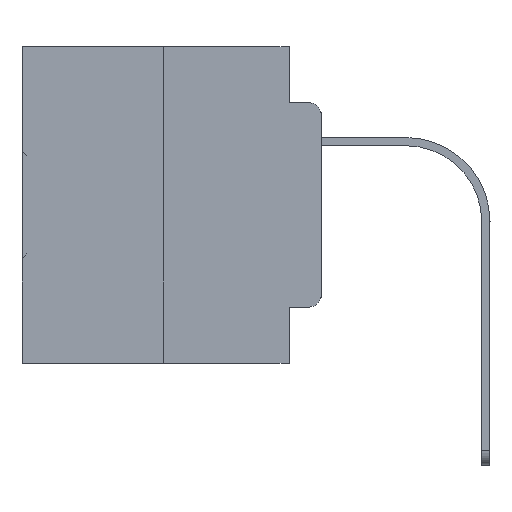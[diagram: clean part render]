
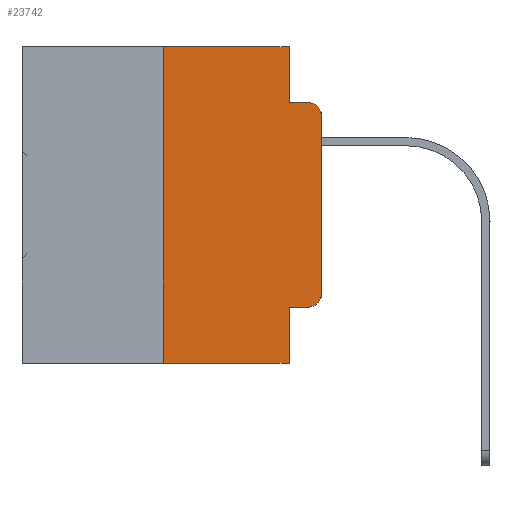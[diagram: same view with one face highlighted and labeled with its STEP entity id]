
A CAD part, left-side view. The second image highlights one B-rep face of the part: STEP entity #23742.
In plain terms, the highlighted planar face has unit normal (-1, 0, 0).
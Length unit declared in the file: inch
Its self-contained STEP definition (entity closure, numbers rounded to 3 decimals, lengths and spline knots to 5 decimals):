
#283 = VECTOR ( 'NONE', #26567, 39.37008 ) ;
#516 = LINE ( 'NONE', #11102, #9939 ) ;
#611 = VECTOR ( 'NONE', #10366, 39.37008 ) ;
#1289 = DIRECTION ( 'NONE',  ( 0., 0., -1. ) ) ;
#1528 = VECTOR ( 'NONE', #1289, 39.37008 ) ;
#2063 = ORIENTED_EDGE ( 'NONE', *, *, #11409, .F. ) ;
#2138 = PLANE ( 'NONE',  #29368 ) ;
#3045 = VERTEX_POINT ( 'NONE', #14806 ) ;
#3067 = VERTEX_POINT ( 'NONE', #22778 ) ;
#4090 = LINE ( 'NONE', #30698, #33539 ) ;
#4617 = EDGE_CURVE ( 'NONE', #19800, #8749, #17183, .T. ) ;
#4789 = DIRECTION ( 'NONE',  ( 0., 0., 1. ) ) ;
#5033 = ORIENTED_EDGE ( 'NONE', *, *, #18602, .F. ) ;
#5262 = CARTESIAN_POINT ( 'NONE',  ( 0., 0.473, 0. ) ) ;
#5393 = ORIENTED_EDGE ( 'NONE', *, *, #4617, .T. ) ;
#5588 = DIRECTION ( 'NONE',  ( -1., 0., 0. ) ) ;
#5713 = VERTEX_POINT ( 'NONE', #6266 ) ;
#6266 = CARTESIAN_POINT ( 'NONE',  ( 0., 0.051, -0.0885 ) ) ;
#6349 = EDGE_CURVE ( 'NONE', #29220, #19800, #30386, .T. ) ;
#6984 = LINE ( 'NONE', #9083, #1528 ) ;
#7238 = DIRECTION ( 'NONE',  ( 0., 0., 1. ) ) ;
#7352 = FACE_OUTER_BOUND ( 'NONE', #15026, .T. ) ;
#7627 = EDGE_CURVE ( 'NONE', #3045, #5713, #516, .T. ) ;
#8293 = CARTESIAN_POINT ( 'NONE',  ( 0., 0.051, -0.4115 ) ) ;
#8749 = VERTEX_POINT ( 'NONE', #31213 ) ;
#9083 = CARTESIAN_POINT ( 'NONE',  ( 0., 0.051, 0. ) ) ;
#9256 = CARTESIAN_POINT ( 'NONE',  ( 0., 0.051, -0.5 ) ) ;
#9336 = EDGE_CURVE ( 'NONE', #22832, #29220, #33967, .T. ) ;
#9348 = ORIENTED_EDGE ( 'NONE', *, *, #30976, .F. ) ;
#9352 = ORIENTED_EDGE ( 'NONE', *, *, #33457, .F. ) ;
#9635 = EDGE_CURVE ( 'NONE', #22083, #20958, #28354, .T. ) ;
#9736 = DIRECTION ( 'NONE',  ( 0., -1., 0. ) ) ;
#9939 = VECTOR ( 'NONE', #21716, 39.37008 ) ;
#9968 = DIRECTION ( 'NONE',  ( 0., -1., 0. ) ) ;
#10366 = DIRECTION ( 'NONE',  ( 0., -1., 0. ) ) ;
#10879 = CARTESIAN_POINT ( 'NONE',  ( 0., 0., -0.1085 ) ) ;
#11049 = AXIS2_PLACEMENT_3D ( 'NONE', #28173, #33689, #30422 ) ;
#11102 = CARTESIAN_POINT ( 'NONE',  ( 0., 0.051, 0. ) ) ;
#11409 = EDGE_CURVE ( 'NONE', #20339, #3045, #12999, .T. ) ;
#12821 = CARTESIAN_POINT ( 'NONE',  ( 0., 0.473, 0. ) ) ;
#12999 = LINE ( 'NONE', #12821, #611 ) ;
#13334 = ORIENTED_EDGE ( 'NONE', *, *, #6349, .T. ) ;
#13874 = LINE ( 'NONE', #8293, #283 ) ;
#14806 = CARTESIAN_POINT ( 'NONE',  ( 0., 0.051, 0. ) ) ;
#15026 = EDGE_LOOP ( 'NONE', ( #13334, #5393, #9348, #32347, #2063, #5033, #20674, #9352, #27965, #20837 ) ) ;
#17183 = CIRCLE ( 'NONE', #11049, 0.02 ) ;
#17851 = CARTESIAN_POINT ( 'NONE',  ( 0., 0.25, -0.5 ) ) ;
#17981 = DIRECTION ( 'NONE',  ( 0., 0., -1. ) ) ;
#18602 = EDGE_CURVE ( 'NONE', #22083, #20339, #26704, .T. ) ;
#18980 = VECTOR ( 'NONE', #4789, 39.37008 ) ;
#19236 = CARTESIAN_POINT ( 'NONE',  ( 0., 0.25, 0. ) ) ;
#19516 = CARTESIAN_POINT ( 'NONE',  ( 0., 0.02, -0.4115 ) ) ;
#19800 = VERTEX_POINT ( 'NONE', #10879 ) ;
#20339 = VERTEX_POINT ( 'NONE', #19236 ) ;
#20346 = CARTESIAN_POINT ( 'NONE',  ( 0., 0.473, -0.5 ) ) ;
#20674 = ORIENTED_EDGE ( 'NONE', *, *, #9635, .T. ) ;
#20730 = CARTESIAN_POINT ( 'NONE',  ( 0., 0.02, -0.3915 ) ) ;
#20837 = ORIENTED_EDGE ( 'NONE', *, *, #9336, .T. ) ;
#20958 = VERTEX_POINT ( 'NONE', #9256 ) ;
#21716 = DIRECTION ( 'NONE',  ( 0., 0., -1. ) ) ;
#21791 = VECTOR ( 'NONE', #7238, 39.37008 ) ;
#22083 = VERTEX_POINT ( 'NONE', #17851 ) ;
#22778 = CARTESIAN_POINT ( 'NONE',  ( 0., 0.051, -0.4115 ) ) ;
#22832 = VERTEX_POINT ( 'NONE', #19516 ) ;
#23062 = CARTESIAN_POINT ( 'NONE',  ( 0., 0., 0. ) ) ;
#23742 = ADVANCED_FACE ( 'NONE', ( #7352 ), #2138, .F. ) ;
#25087 = AXIS2_PLACEMENT_3D ( 'NONE', #20730, #5588, #28710 ) ;
#26567 = DIRECTION ( 'NONE',  ( 0., -1., 0. ) ) ;
#26704 = LINE ( 'NONE', #31740, #18980 ) ;
#27965 = ORIENTED_EDGE ( 'NONE', *, *, #31494, .T. ) ;
#28173 = CARTESIAN_POINT ( 'NONE',  ( 0., 0.02, -0.1085 ) ) ;
#28354 = LINE ( 'NONE', #20346, #32889 ) ;
#28710 = DIRECTION ( 'NONE',  ( 0., 0., -1. ) ) ;
#29220 = VERTEX_POINT ( 'NONE', #30848 ) ;
#29368 = AXIS2_PLACEMENT_3D ( 'NONE', #5262, #31353, #17981 ) ;
#30386 = LINE ( 'NONE', #23062, #21791 ) ;
#30422 = DIRECTION ( 'NONE',  ( 0., 0., -1. ) ) ;
#30698 = CARTESIAN_POINT ( 'NONE',  ( 0., 0.051, -0.0885 ) ) ;
#30848 = CARTESIAN_POINT ( 'NONE',  ( 0., 0., -0.3915 ) ) ;
#30976 = EDGE_CURVE ( 'NONE', #5713, #8749, #4090, .T. ) ;
#31213 = CARTESIAN_POINT ( 'NONE',  ( 0., 0.02, -0.0885 ) ) ;
#31353 = DIRECTION ( 'NONE',  ( 1., 0., 0. ) ) ;
#31494 = EDGE_CURVE ( 'NONE', #3067, #22832, #13874, .T. ) ;
#31740 = CARTESIAN_POINT ( 'NONE',  ( 0., 0.25, 0. ) ) ;
#32347 = ORIENTED_EDGE ( 'NONE', *, *, #7627, .F. ) ;
#32889 = VECTOR ( 'NONE', #9736, 39.37008 ) ;
#33457 = EDGE_CURVE ( 'NONE', #3067, #20958, #6984, .T. ) ;
#33539 = VECTOR ( 'NONE', #9968, 39.37008 ) ;
#33689 = DIRECTION ( 'NONE',  ( -1., 0., 0. ) ) ;
#33967 = CIRCLE ( 'NONE', #25087, 0.02 ) ;
